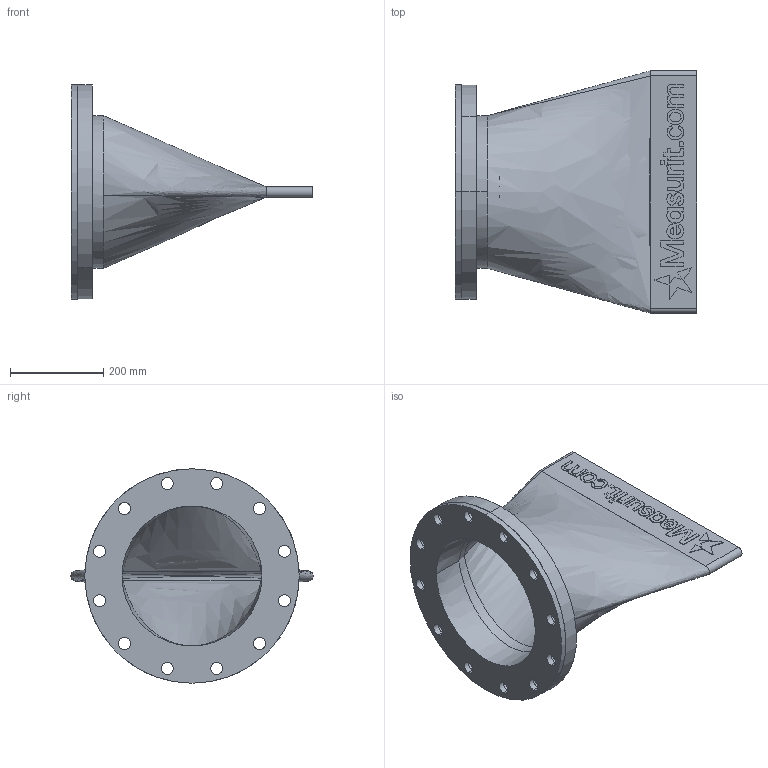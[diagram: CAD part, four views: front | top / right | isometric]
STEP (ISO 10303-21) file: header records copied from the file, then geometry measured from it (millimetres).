
FILE_DESCRIPTION (( 'STEP AP214' ), '1' );
FILE_NAME ('CF-DBF-G3-S0300-NN-316-F.STEP', '2023-02-13T14:26:30', ( '' ), ( '' ), 'SwSTEP 2.0', 'SolidWorks 2022', '' );
FILE_SCHEMA (( 'AUTOMOTIVE_DESIGN' ));
Length unit declared in the file: millimetre
Products named in the file (3): CF-DBF-G3-S0300-NN-316-F; Split ring 300
Assembly tree (2 placements, depth 2):
  CF-DBF-G3-S0300-NN-316-F
    CF-DBF-G3-S0300-NN-316-F
    Split ring 300
Bounding box: 517 x 520 x 460 mm (x, y, z)
Volume: 8109391.8 mm3; surface area: 1488441.4 mm2
Topology: 2 solids, 2 shells, 703 faces, 2154 edges, 1467 vertices
Faces by surface type: plane 632, cylinder 59, bspline 12
Entity records: 33588 total; most frequent: CARTESIAN_POINT 7149, ORIENTED_EDGE 4308, DIRECTION 3664, EDGE_CURVE 2154, LINE 1996, VECTOR 1996, VERTEX_POINT 1467, AXIS2_PLACEMENT_3D 834
